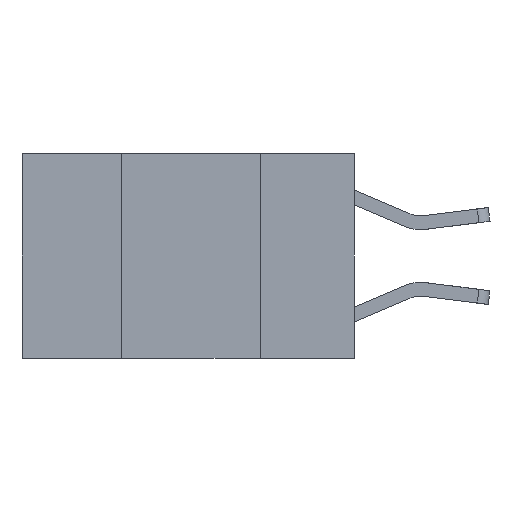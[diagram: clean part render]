
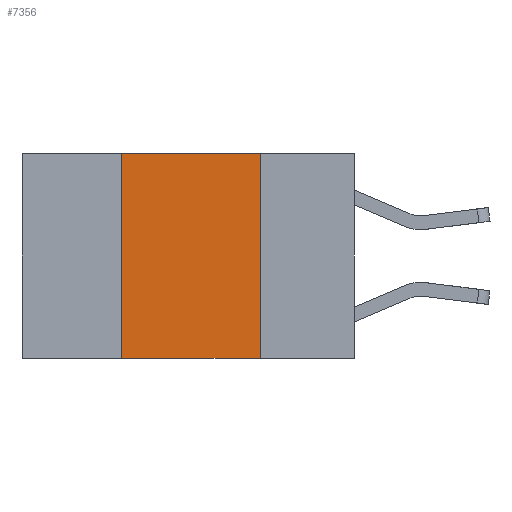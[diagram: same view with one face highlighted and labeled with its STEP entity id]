
A CAD part, left-side view. The second image highlights one B-rep face of the part: STEP entity #7356.
In plain terms, the highlighted planar face has unit normal (-1, 0, 0).
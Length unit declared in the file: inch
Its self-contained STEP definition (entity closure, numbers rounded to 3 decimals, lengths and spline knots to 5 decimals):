
#26 = CARTESIAN_POINT ( 'NONE',  ( 0., 0.17, 0. ) ) ;
#209 = LINE ( 'NONE', #4763, #2308 ) ;
#371 = VERTEX_POINT ( 'NONE', #11809 ) ;
#441 = CARTESIAN_POINT ( 'NONE',  ( 0., 0.6, 0. ) ) ;
#782 = VECTOR ( 'NONE', #2010, 39.37008 ) ;
#977 = VERTEX_POINT ( 'NONE', #6251 ) ;
#992 = DIRECTION ( 'NONE',  ( 0., -1., 0. ) ) ;
#1062 = LINE ( 'NONE', #9297, #782 ) ;
#1341 = DIRECTION ( 'NONE',  ( 1., 0., 0. ) ) ;
#1753 = EDGE_LOOP ( 'NONE', ( #5372, #8122, #9349, #8319 ) ) ;
#1899 = LINE ( 'NONE', #5430, #3967 ) ;
#2010 = DIRECTION ( 'NONE',  ( 0., 0., 1. ) ) ;
#2308 = VECTOR ( 'NONE', #8443, 39.37008 ) ;
#3108 = VECTOR ( 'NONE', #9892, 39.37008 ) ;
#3465 = CARTESIAN_POINT ( 'NONE',  ( 0., 0.6, 0. ) ) ;
#3967 = VECTOR ( 'NONE', #992, 39.37008 ) ;
#4023 = VERTEX_POINT ( 'NONE', #7743 ) ;
#4763 = CARTESIAN_POINT ( 'NONE',  ( 0., 0.17, 0. ) ) ;
#5372 = ORIENTED_EDGE ( 'NONE', *, *, #11218, .F. ) ;
#5430 = CARTESIAN_POINT ( 'NONE',  ( 0., 0.6, -0.37 ) ) ;
#6251 = CARTESIAN_POINT ( 'NONE',  ( 0., 0.42, -0.37 ) ) ;
#6386 = FACE_OUTER_BOUND ( 'NONE', #1753, .T. ) ;
#7270 = AXIS2_PLACEMENT_3D ( 'NONE', #441, #1341, #7648 ) ;
#7356 = ADVANCED_FACE ( 'NONE', ( #6386 ), #11370, .F. ) ;
#7648 = DIRECTION ( 'NONE',  ( 0., 0., -1. ) ) ;
#7743 = CARTESIAN_POINT ( 'NONE',  ( 0., 0.17, -0.37 ) ) ;
#7976 = LINE ( 'NONE', #3465, #3108 ) ;
#8122 = ORIENTED_EDGE ( 'NONE', *, *, #8606, .F. ) ;
#8319 = ORIENTED_EDGE ( 'NONE', *, *, #11116, .T. ) ;
#8443 = DIRECTION ( 'NONE',  ( 0., 0., -1. ) ) ;
#8606 = EDGE_CURVE ( 'NONE', #371, #10596, #7976, .T. ) ;
#9297 = CARTESIAN_POINT ( 'NONE',  ( 0., 0.42, 0. ) ) ;
#9349 = ORIENTED_EDGE ( 'NONE', *, *, #11176, .F. ) ;
#9892 = DIRECTION ( 'NONE',  ( 0., -1., 0. ) ) ;
#10596 = VERTEX_POINT ( 'NONE', #26 ) ;
#11116 = EDGE_CURVE ( 'NONE', #977, #4023, #1899, .T. ) ;
#11176 = EDGE_CURVE ( 'NONE', #977, #371, #1062, .T. ) ;
#11218 = EDGE_CURVE ( 'NONE', #10596, #4023, #209, .T. ) ;
#11370 = PLANE ( 'NONE',  #7270 ) ;
#11809 = CARTESIAN_POINT ( 'NONE',  ( 0., 0.42, 0. ) ) ;
